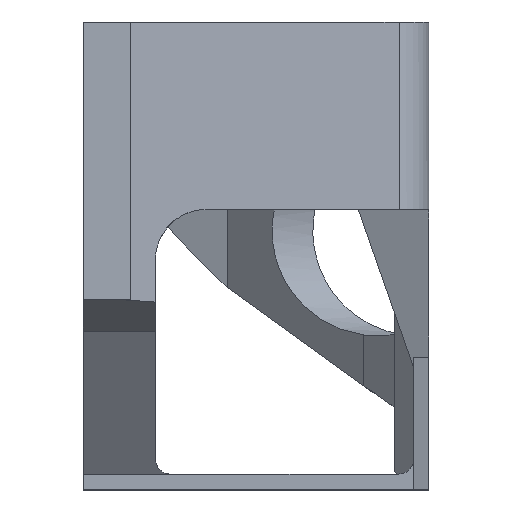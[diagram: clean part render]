
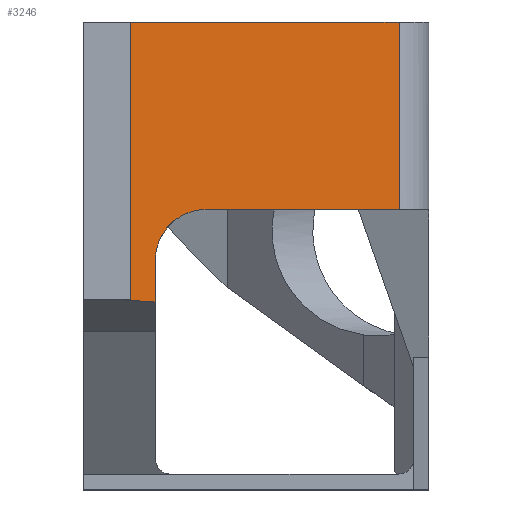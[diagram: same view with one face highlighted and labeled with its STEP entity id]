
A CAD part, top view. The second image highlights one B-rep face of the part: STEP entity #3246.
In plain terms, the highlighted planar face has unit normal (0.085, 0, 0.996).
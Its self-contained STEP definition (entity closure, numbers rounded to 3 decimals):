
#96=ELLIPSE('',#3517,10.037,10.);
#205=PLANE('',#3520);
#353=FACE_OUTER_BOUND('',#536,.T.);
#536=EDGE_LOOP('',(#2828,#2829,#2830,#2831,#2832,#2833,#2834,#2835));
#784=LINE('',#5022,#1143);
#829=LINE('',#5154,#1188);
#874=LINE('',#5268,#1233);
#882=LINE('',#5292,#1241);
#884=LINE('',#5297,#1243);
#885=LINE('',#5298,#1244);
#886=LINE('',#5299,#1245);
#1143=VECTOR('',#4057,10.);
#1188=VECTOR('',#4152,10.);
#1233=VECTOR('',#4253,10.);
#1241=VECTOR('',#4279,10.);
#1243=VECTOR('',#4283,10.);
#1244=VECTOR('',#4284,10.);
#1245=VECTOR('',#4285,10.);
#1558=VERTEX_POINT('',#5019);
#1559=VERTEX_POINT('',#5021);
#1616=VERTEX_POINT('',#5151);
#1617=VERTEX_POINT('',#5153);
#1656=VERTEX_POINT('',#5262);
#1665=VERTEX_POINT('',#5287);
#1666=VERTEX_POINT('',#5295);
#1667=VERTEX_POINT('',#5296);
#1945=EDGE_CURVE('',#1558,#1559,#784,.T.);
#2010=EDGE_CURVE('',#1616,#1617,#829,.T.);
#2067=EDGE_CURVE('',#1617,#1656,#874,.T.);
#2076=EDGE_CURVE('',#1665,#1558,#96,.T.);
#2079=EDGE_CURVE('',#1656,#1665,#882,.T.);
#2081=EDGE_CURVE('',#1666,#1667,#884,.T.);
#2082=EDGE_CURVE('',#1559,#1667,#885,.T.);
#2083=EDGE_CURVE('',#1616,#1666,#886,.T.);
#2828=ORIENTED_EDGE('',*,*,#2081,.T.);
#2829=ORIENTED_EDGE('',*,*,#2082,.F.);
#2830=ORIENTED_EDGE('',*,*,#1945,.F.);
#2831=ORIENTED_EDGE('',*,*,#2076,.F.);
#2832=ORIENTED_EDGE('',*,*,#2079,.F.);
#2833=ORIENTED_EDGE('',*,*,#2067,.F.);
#2834=ORIENTED_EDGE('',*,*,#2010,.F.);
#2835=ORIENTED_EDGE('',*,*,#2083,.T.);
#3246=ADVANCED_FACE('',(#353),#205,.F.);
#3517=AXIS2_PLACEMENT_3D('',#5288,#4272,#4273);
#3520=AXIS2_PLACEMENT_3D('',#5294,#4281,#4282);
#4057=DIRECTION('',(0.,-1.,0.));
#4152=DIRECTION('',(0.996,0.,-0.085));
#4253=DIRECTION('',(0.,-1.,0.));
#4272=DIRECTION('center_axis',(0.085,0.,0.996));
#4273=DIRECTION('ref_axis',(-0.996,0.,0.085));
#4279=DIRECTION('',(-0.996,0.,0.085));
#4281=DIRECTION('center_axis',(-0.085,0.,-0.996));
#4282=DIRECTION('ref_axis',(0.996,0.,-0.085));
#4283=DIRECTION('',(-0.996,0.,0.085));
#4284=DIRECTION('',(-0.994,0.072,0.085));
#4285=DIRECTION('',(0.,-1.,0.));
#5019=CARTESIAN_POINT('',(-42.49,-62.437,-7.501));
#5021=CARTESIAN_POINT('',(-42.49,-70.676,-7.501));
#5022=CARTESIAN_POINT('',(-42.49,-45.298,-7.501));
#5151=CARTESIAN_POINT('',(-47.44,-15.598,-7.077));
#5153=CARTESIAN_POINT('',(5.437,-15.598,-11.605));
#5154=CARTESIAN_POINT('',(-47.44,-15.598,-7.077));
#5262=CARTESIAN_POINT('',(5.437,-52.437,-11.605));
#5268=CARTESIAN_POINT('',(5.437,-92.437,-11.605));
#5287=CARTESIAN_POINT('',(-32.49,-52.437,-8.357));
#5288=CARTESIAN_POINT('Origin',(-32.49,-62.437,-8.357));
#5292=CARTESIAN_POINT('',(-47.09,-52.437,-7.107));
#5294=CARTESIAN_POINT('Origin',(-59.69,-18.158,-6.027));
#5295=CARTESIAN_POINT('',(-47.44,-70.095,-7.077));
#5296=CARTESIAN_POINT('',(-50.564,-70.095,-6.809));
#5297=CARTESIAN_POINT('',(-55.506,-70.095,-6.386));
#5298=CARTESIAN_POINT('',(-62.974,-69.201,-5.746));
#5299=CARTESIAN_POINT('',(-47.44,-44.127,-7.077));
